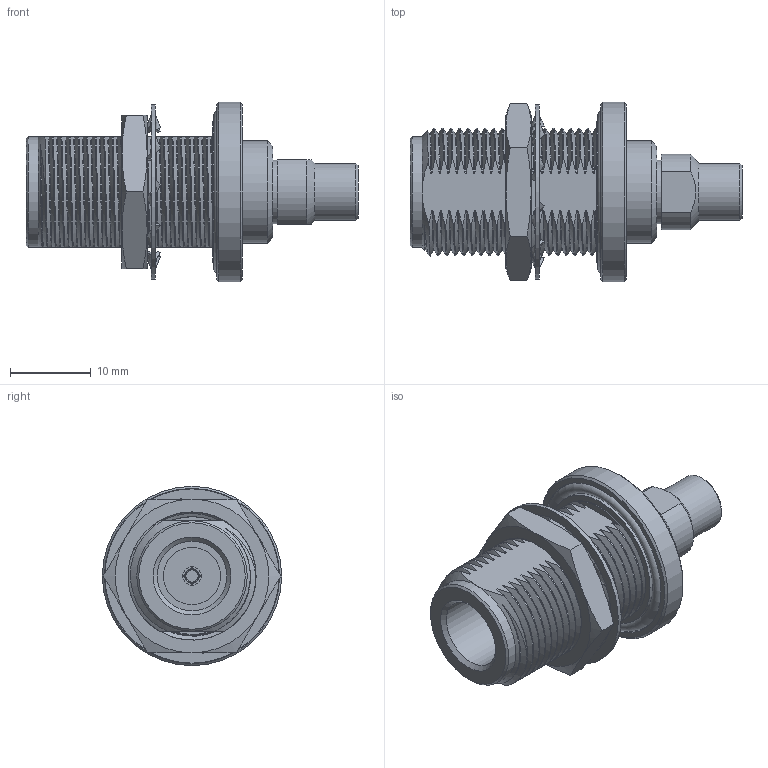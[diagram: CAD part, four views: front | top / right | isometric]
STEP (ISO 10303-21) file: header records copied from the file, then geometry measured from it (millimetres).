
FILE_DESCRIPTION (( 'STEP AP203' ), '1' );
FILE_NAME ('PE44813-FMCN1079.step', '2020-03-12T15:42:17', ( '' ), ( '' ), 'SwSTEP 2.0', 'SolidWorks 2018', '' );
FILE_SCHEMA (( 'CONFIG_CONTROL_DESIGN' ));
Products named in the file (1): PE44813-FMCN1079
Bounding box: 41.15 x 22.23 x 22.23 mm (x, y, z)
Volume: 5942.6 mm3; surface area: 4866.4 mm2
Topology: 3 solids, 3 shells, 322 faces, 928 edges, 622 vertices
Faces by surface type: bspline 168, cylinder 74, plane 51, cone 28, torus 1
Full cylindrical faces by diameter (mm): 1.524 x1, 2.286 x1, 5.08 x1, 7.01 x1, 7.112 x1, 7.858 x1, 8.636 x1, 12.7 x1, 13.699 x1, 17.411 x1, 20.378 x1, 21.59 x1, 22.225 x1
Entity records: 104090 total; most frequent: CARTESIAN_POINT 97609, ORIENTED_EDGE 1806, EDGE_CURVE 903, DIRECTION 734, VERTEX_POINT 619, EDGE_LOOP 358, FACE_OUTER_BOUND 336, ADVANCED_FACE 322
